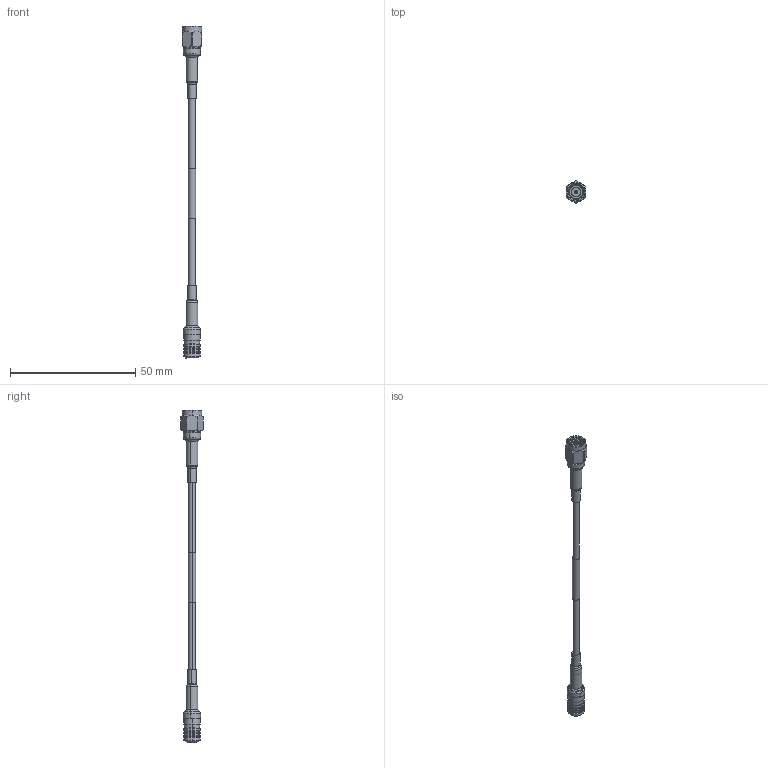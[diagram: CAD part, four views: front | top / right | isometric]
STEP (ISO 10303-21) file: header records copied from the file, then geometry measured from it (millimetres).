
FILE_DESCRIPTION (( 'STEP AP214' ), '1' );
FILE_NAME ('FMC00177_3D.step', '2024-01-19T19:36:02', ( '' ), ( '' ), 'SwSTEP 2.0', 'SolidWorks 2022', '' );
FILE_SCHEMA (( 'AUTOMOTIVE_DESIGN' ));
Length unit declared in the file: inch
Products named in the file (5): Copy of Cable_LMR-100A-PVC_240177^FMC00177; Copy of Heatshrink_LMR-100A-PVC_240177^FMC00177; FMC00177_3D; Copy of PE4003 ¦ SC7059^FMC00177; Copy of SC8841^FMC00177
Assembly tree (5 placements, depth 2):
  FMC00177_3D
    Copy of Cable_LMR-100A-PVC_240177^FMC00177
    Copy of PE4003 ¦ SC7059^FMC00177
    Copy of SC8841^FMC00177
    Copy of Heatshrink_LMR-100A-PVC_240177^FMC00177  x2
Bounding box: 7.94 x 9.02 x 132.65 mm (x, y, z)
Volume: 2127.3 mm3; surface area: 3282.5 mm2
Topology: 8 solids, 8 shells, 256 faces, 565 edges, 343 vertices
Faces by surface type: cylinder 99, plane 65, cone 43, torus 38, bspline 11
Entity records: 8112 total; most frequent: CARTESIAN_POINT 2544, DIRECTION 1174, ORIENTED_EDGE 1054, EDGE_CURVE 527, AXIS2_PLACEMENT_3D 500, VERTEX_POINT 323, CIRCLE 267, EDGE_LOOP 262
